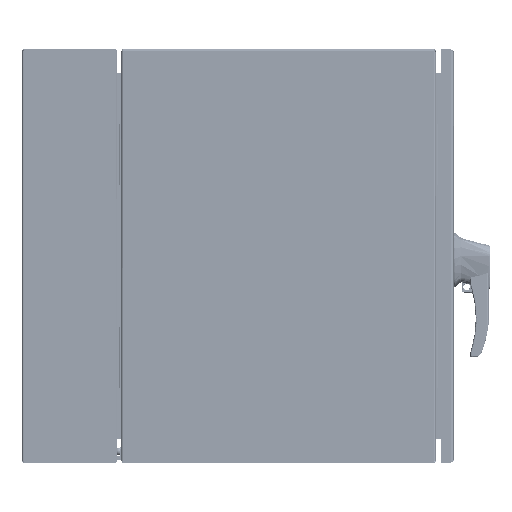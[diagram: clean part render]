
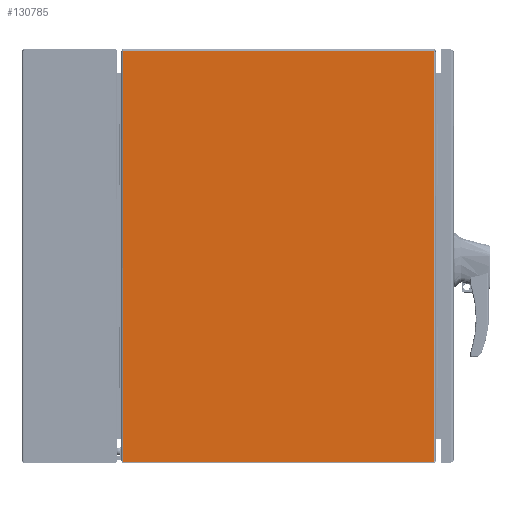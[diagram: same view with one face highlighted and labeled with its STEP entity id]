
A CAD part, left-side view. The second image highlights one B-rep face of the part: STEP entity #130785.
In plain terms, the highlighted planar face has unit normal (-1, 0, 0).
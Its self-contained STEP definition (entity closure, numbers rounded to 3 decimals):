
#9000 = ORIENTED_EDGE ( 'NONE', *, *, #98839, .T. ) ;
#9751 = CARTESIAN_POINT ( 'NONE',  ( -12.001, -23.899, -11.928 ) ) ;
#10815 = LINE ( 'NONE', #82354, #39091 ) ;
#13256 = VERTEX_POINT ( 'NONE', #9751 ) ;
#14585 = LINE ( 'NONE', #89517, #120810 ) ;
#20561 = DIRECTION ( 'NONE',  ( 0., -1., 0. ) ) ;
#21110 = DIRECTION ( 'NONE',  ( 0., -1., 0. ) ) ;
#23907 = EDGE_LOOP ( 'NONE', ( #91722, #134849, #9000, #52936 ) ) ;
#26357 = CARTESIAN_POINT ( 'NONE',  ( -12.001, -5.882, 11.892 ) ) ;
#31039 = LINE ( 'NONE', #42007, #123373 ) ;
#39091 = VECTOR ( 'NONE', #94003, 39.37 ) ;
#42007 = CARTESIAN_POINT ( 'NONE',  ( -12.001, -23.899, 0.036 ) ) ;
#42432 = FACE_OUTER_BOUND ( 'NONE', #23907, .T. ) ;
#47597 = EDGE_CURVE ( 'NONE', #129375, #48270, #10815, .T. ) ;
#48270 = VERTEX_POINT ( 'NONE', #26357 ) ;
#52815 = CARTESIAN_POINT ( 'NONE',  ( -12.001, -14.89, -11.928 ) ) ;
#52936 = ORIENTED_EDGE ( 'NONE', *, *, #128201, .T. ) ;
#58103 = CARTESIAN_POINT ( 'NONE',  ( -12.001, -5.882, -11.928 ) ) ;
#59101 = CARTESIAN_POINT ( 'NONE',  ( -12.001, -23.899, 11.892 ) ) ;
#62608 = DIRECTION ( 'NONE',  ( 0., 0., 1. ) ) ;
#64186 = VECTOR ( 'NONE', #20561, 39.37 ) ;
#64373 = PLANE ( 'NONE',  #128067 ) ;
#66795 = DIRECTION ( 'NONE',  ( 0., 0., -1. ) ) ;
#75430 = CARTESIAN_POINT ( 'NONE',  ( -12.001, -14.89, 0.036 ) ) ;
#82354 = CARTESIAN_POINT ( 'NONE',  ( -12.001, -14.89, 11.892 ) ) ;
#89517 = CARTESIAN_POINT ( 'NONE',  ( -12.001, -5.882, 0.036 ) ) ;
#91722 = ORIENTED_EDGE ( 'NONE', *, *, #110544, .T. ) ;
#94003 = DIRECTION ( 'NONE',  ( 0., 1., 0. ) ) ;
#98839 = EDGE_CURVE ( 'NONE', #48270, #101082, #14585, .T. ) ;
#101082 = VERTEX_POINT ( 'NONE', #58103 ) ;
#107027 = DIRECTION ( 'NONE',  ( -1., 0., 0. ) ) ;
#110544 = EDGE_CURVE ( 'NONE', #13256, #129375, #31039, .T. ) ;
#114067 = LINE ( 'NONE', #52815, #64186 ) ;
#120810 = VECTOR ( 'NONE', #66795, 39.37 ) ;
#123373 = VECTOR ( 'NONE', #62608, 39.37 ) ;
#128067 = AXIS2_PLACEMENT_3D ( 'NONE', #75430, #107027, #21110 ) ;
#128201 = EDGE_CURVE ( 'NONE', #101082, #13256, #114067, .T. ) ;
#129375 = VERTEX_POINT ( 'NONE', #59101 ) ;
#130785 = ADVANCED_FACE ( 'NONE', ( #42432 ), #64373, .T. ) ;
#134849 = ORIENTED_EDGE ( 'NONE', *, *, #47597, .T. ) ;
